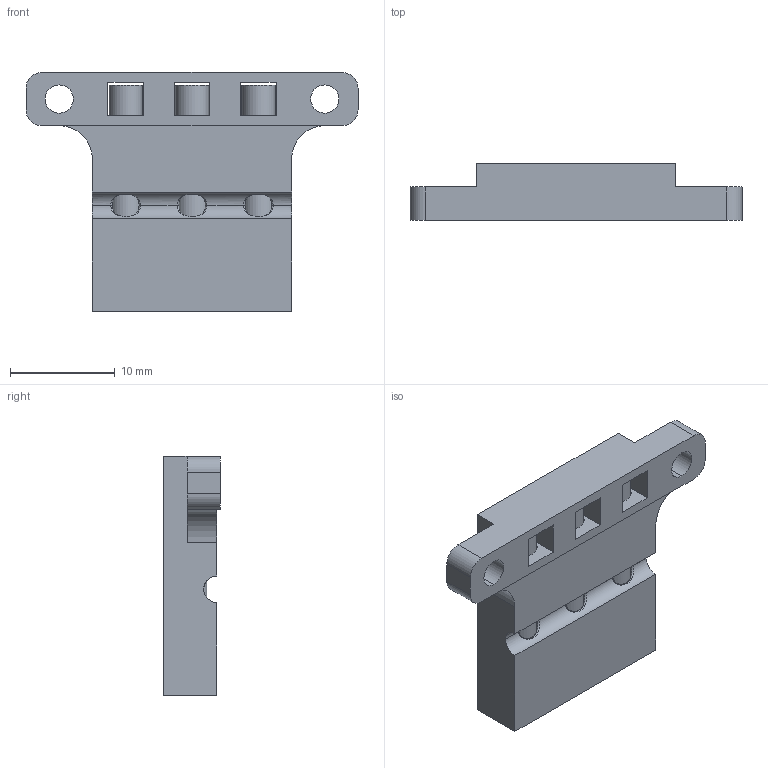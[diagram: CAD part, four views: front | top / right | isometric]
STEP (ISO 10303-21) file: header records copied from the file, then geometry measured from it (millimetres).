
FILE_DESCRIPTION (( 'STEP AP214' ), '1' );
FILE_NAME ('LED Adapter.STEP', '2023-02-25T07:59:39', ( '' ), ( '' ), 'SwSTEP 2.0', 'SolidWorks 2021', '' );
FILE_SCHEMA (( 'AUTOMOTIVE_DESIGN' ));
Length unit declared in the file: inch
Products named in the file (1): LED Adapter
Bounding box: 31.75 x 5.4 x 22.86 mm (x, y, z)
Volume: 2208.2 mm3; surface area: 2922 mm2
Topology: 4 solids, 4 shells, 64 faces, 168 edges, 106 vertices
Faces by surface type: plane 34, cylinder 24, bspline 6
Entity records: 3541 total; most frequent: CARTESIAN_POINT 1017, ORIENTED_EDGE 336, DIRECTION 328, EDGE_CURVE 168, AXIS2_PLACEMENT_3D 113, VERTEX_POINT 106, LINE 102, VECTOR 102
